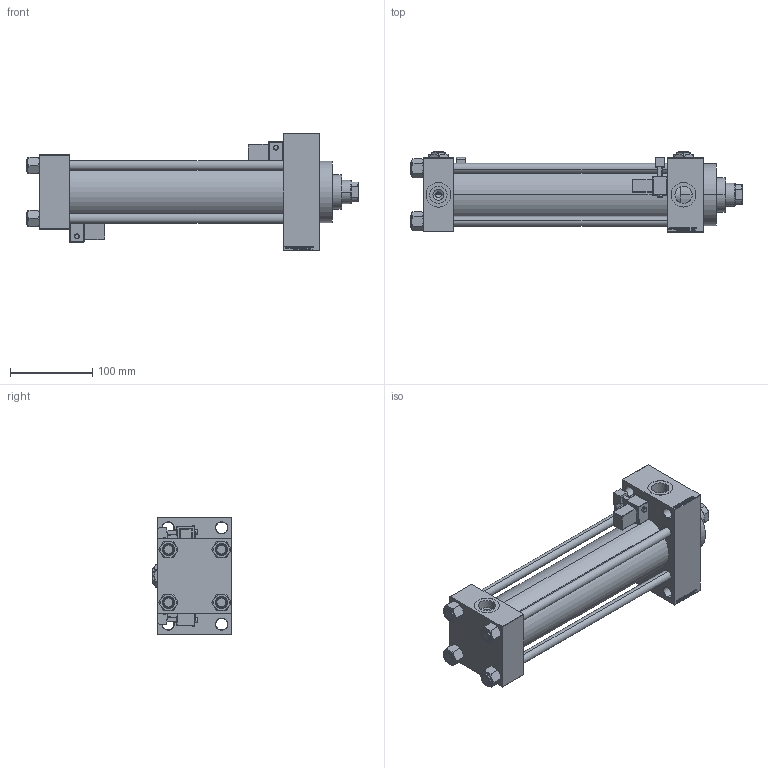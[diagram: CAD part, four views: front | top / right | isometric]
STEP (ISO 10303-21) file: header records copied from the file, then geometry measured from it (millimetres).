
FILE_DESCRIPTION (( 'STEP AP203' ), '1' );
FILE_NAME ('fa3a.STEP', '2023-08-23T02:45:55', ( '' ), ( '' ), 'SwSTEP 2.0', 'SolidWorks 2019', '' );
FILE_SCHEMA (( 'CONFIG_CONTROL_DESIGN' ));
Length unit declared in the file: millimetre
Products named in the file (8): fa3a; NUT_M5_D 346c18c7bf8d31829e5489452f45e301; V215CR_MSU 346c18c7bf8d31829e5489452f45e301; V215_VC_A 346c18c7bf8d31829e5489452f45e301; V215CR_D_Body 346c18c7bf8d31829e5489452f45e301; V215CR_VCP_D 346c18c7bf8d31829e5489452f45e301; V215CR_D_TYCINKA 346c18c7bf8d31829e5489452f45e301; Zatka_pro_OIL_PORT 346c18c7bf8d31829e5489452f45e301
Assembly tree (15 placements, depth 2):
  fa3a
    V215CR_D_Body 346c18c7bf8d31829e5489452f45e301
    V215CR_VCP_D 346c18c7bf8d31829e5489452f45e301
    NUT_M5_D 346c18c7bf8d31829e5489452f45e301  x4
    V215CR_D_TYCINKA 346c18c7bf8d31829e5489452f45e301  x4
    V215_VC_A 346c18c7bf8d31829e5489452f45e301
    V215CR_MSU 346c18c7bf8d31829e5489452f45e301  x2
    Zatka_pro_OIL_PORT 346c18c7bf8d31829e5489452f45e301  x2
Bounding box: 403 x 97 x 142 mm (x, y, z)
Volume: 1469867 mm3; surface area: 347900.8 mm2
Topology: 15 solids, 15 shells, 1358 faces, 3344 edges, 2116 vertices
Faces by surface type: plane 603, bspline 368, cone 184, cylinder 159, sphere 24, torus 20
Entity records: 51497 total; most frequent: CARTESIAN_POINT 26071, ORIENTED_EDGE 5606, DIRECTION 3839, EDGE_CURVE 2803, VERTEX_POINT 1818, LINE 1651, VECTOR 1651, EDGE_LOOP 1261
